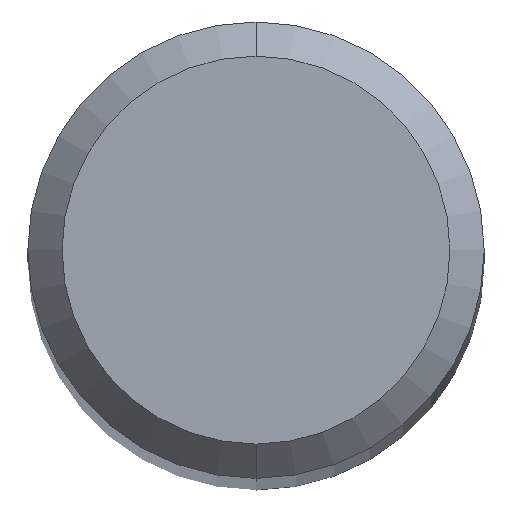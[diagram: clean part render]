
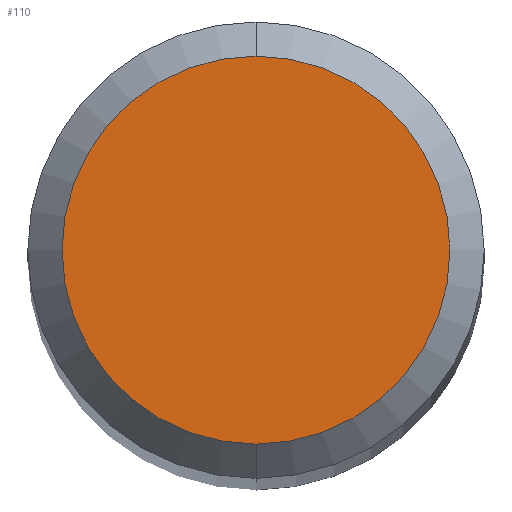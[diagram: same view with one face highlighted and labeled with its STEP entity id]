
A CAD part, top view. The second image highlights one B-rep face of the part: STEP entity #110.
In plain terms, the highlighted planar face has unit normal (0, 0, 1).
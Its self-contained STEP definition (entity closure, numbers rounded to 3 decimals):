
#102=EDGE_CURVE('',#202,#186,#241,.T.);
#108=EDGE_CURVE('',#186,#202,#249,.T.);
#110=ADVANCED_FACE('',(#251),#252,.T.);
#186=VERTEX_POINT('',#336);
#202=VERTEX_POINT('',#354);
#241=CIRCLE('',#387,1.7);
#249=CIRCLE('',#397,1.7);
#251=FACE_OUTER_BOUND('',#399,.T.);
#252=PLANE('',#400);
#336=CARTESIAN_POINT('',(0.0,1.7,0.0));
#354=CARTESIAN_POINT('',(0.,-1.7,0.0));
#387=AXIS2_PLACEMENT_3D('',#562,#563,#564);
#397=AXIS2_PLACEMENT_3D('',#576,#577,#578);
#399=EDGE_LOOP('',(#580,#581));
#400=AXIS2_PLACEMENT_3D('',#582,#583,#584);
#562=CARTESIAN_POINT('',(0.0,0.0,0.0));
#563=DIRECTION('',(0.0,0.0,-1.0));
#564=DIRECTION('',(0.0,1.0,0.0));
#576=CARTESIAN_POINT('',(0.0,0.0,0.0));
#577=DIRECTION('',(0.0,0.0,-1.0));
#578=DIRECTION('',(0.0,1.0,0.0));
#580=ORIENTED_EDGE('',*,*,#108,.F.);
#581=ORIENTED_EDGE('',*,*,#102,.F.);
#582=CARTESIAN_POINT('',(0.0,0.85,0.0));
#583=DIRECTION('',(-0.0,0.0,1.0));
#584=DIRECTION('',(0.0,-1.0,0.0));
